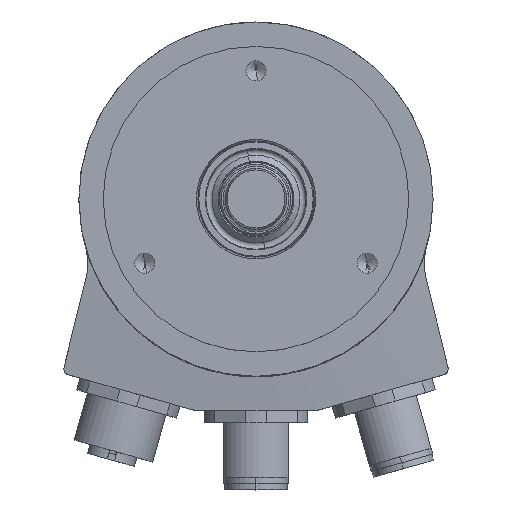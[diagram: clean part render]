
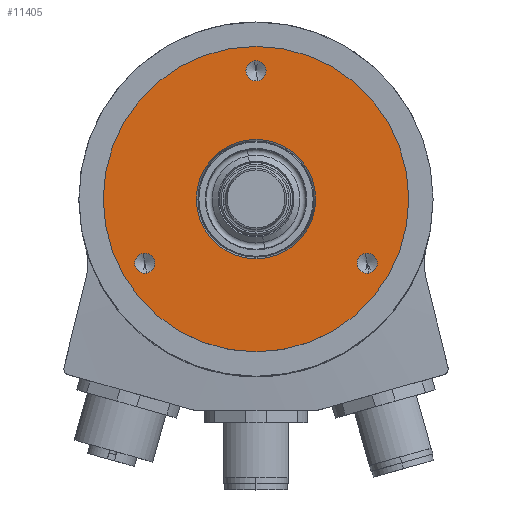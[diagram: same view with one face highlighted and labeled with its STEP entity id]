
A CAD part, top view. The second image highlights one B-rep face of the part: STEP entity #11405.
In plain terms, the highlighted planar face has unit normal (0, 0, 1).
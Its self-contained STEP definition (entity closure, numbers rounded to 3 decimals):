
#1555=CARTESIAN_POINT('',(0.,0.,30.5));
#1556=DIRECTION('',(0.,0.,1.));
#1557=DIRECTION('',(-0.985,-0.174,0.));
#1558=AXIS2_PLACEMENT_3D('',#1555,#1556,#1557);
#1560=CARTESIAN_POINT('',(0.,0.,30.5));
#1561=DIRECTION('',(0.,0.,1.));
#1562=DIRECTION('',(0.985,0.174,0.));
#1563=AXIS2_PLACEMENT_3D('',#1560,#1561,#1562);
#1565=CARTESIAN_POINT('',(0.,0.,30.5));
#1566=DIRECTION('',(0.,0.,-1.));
#1567=DIRECTION('',(0.174,-0.985,0.));
#1568=AXIS2_PLACEMENT_3D('',#1565,#1566,#1567);
#1570=CARTESIAN_POINT('',(0.,0.,30.5));
#1571=DIRECTION('',(0.,0.,-1.));
#1572=DIRECTION('',(-0.174,0.985,0.));
#1573=AXIS2_PLACEMENT_3D('',#1570,#1571,#1572);
#1575=CARTESIAN_POINT('',(0.,21.,30.5));
#1576=DIRECTION('',(0.,0.,1.));
#1577=DIRECTION('',(0.174,-0.985,0.));
#1578=AXIS2_PLACEMENT_3D('',#1575,#1576,#1577);
#1580=CARTESIAN_POINT('',(0.,21.,30.5));
#1581=DIRECTION('',(0.,0.,1.));
#1582=DIRECTION('',(-0.174,0.985,0.));
#1583=AXIS2_PLACEMENT_3D('',#1580,#1581,#1582);
#1585=CARTESIAN_POINT('',(18.187,-10.5,30.5));
#1586=DIRECTION('',(0.,0.,1.));
#1587=DIRECTION('',(0.174,-0.985,0.));
#1588=AXIS2_PLACEMENT_3D('',#1585,#1586,#1587);
#1590=CARTESIAN_POINT('',(18.187,-10.5,30.5));
#1591=DIRECTION('',(0.,0.,1.));
#1592=DIRECTION('',(-0.174,0.985,0.));
#1593=AXIS2_PLACEMENT_3D('',#1590,#1591,#1592);
#1595=CARTESIAN_POINT('',(-18.187,-10.5,30.5));
#1596=DIRECTION('',(0.,0.,1.));
#1597=DIRECTION('',(0.174,-0.985,0.));
#1598=AXIS2_PLACEMENT_3D('',#1595,#1596,#1597);
#1600=CARTESIAN_POINT('',(-18.187,-10.5,30.5));
#1601=DIRECTION('',(0.,0.,1.));
#1602=DIRECTION('',(-0.174,0.985,0.));
#1603=AXIS2_PLACEMENT_3D('',#1600,#1601,#1602);
#7536=CARTESIAN_POINT('',(1.696,-9.62,30.5));
#7537=CARTESIAN_POINT('',(-1.696,9.62,30.5));
#7538=VERTEX_POINT('',#7536);
#7539=VERTEX_POINT('',#7537);
#7544=CARTESIAN_POINT('',(-24.62,-4.341,30.5));
#7545=CARTESIAN_POINT('',(24.62,4.341,30.5));
#7546=VERTEX_POINT('',#7544);
#7547=VERTEX_POINT('',#7545);
#7586=CARTESIAN_POINT('',(0.287,19.375,30.5));
#7587=CARTESIAN_POINT('',(-0.287,22.625,30.5));
#7588=VERTEX_POINT('',#7586);
#7589=VERTEX_POINT('',#7587);
#7596=CARTESIAN_POINT('',(18.473,-12.125,30.5));
#7597=CARTESIAN_POINT('',(17.9,-8.875,30.5));
#7598=VERTEX_POINT('',#7596);
#7599=VERTEX_POINT('',#7597);
#7606=CARTESIAN_POINT('',(-17.9,-12.125,30.5));
#7607=CARTESIAN_POINT('',(-18.473,-8.875,30.5));
#7608=VERTEX_POINT('',#7606);
#7609=VERTEX_POINT('',#7607);
#11371=CARTESIAN_POINT('',(0.,0.,30.5));
#11372=DIRECTION('',(0.,0.,1.));
#11373=DIRECTION('',(-0.985,-0.174,0.));
#11374=AXIS2_PLACEMENT_3D('',#11371,#11372,#11373);
#11375=PLANE('',#11374);
#11376=ORIENTED_EDGE('',*,*,#11361,.F.);
#11378=ORIENTED_EDGE('',*,*,#11377,.F.);
#11379=EDGE_LOOP('',(#11376,#11378));
#11380=FACE_OUTER_BOUND('',#11379,.F.);
#11382=ORIENTED_EDGE('',*,*,#11381,.F.);
#11384=ORIENTED_EDGE('',*,*,#11383,.F.);
#11385=EDGE_LOOP('',(#11382,#11384));
#11386=FACE_BOUND('',#11385,.F.);
#11388=ORIENTED_EDGE('',*,*,#11387,.T.);
#11390=ORIENTED_EDGE('',*,*,#11389,.T.);
#11391=EDGE_LOOP('',(#11388,#11390));
#11392=FACE_BOUND('',#11391,.F.);
#11394=ORIENTED_EDGE('',*,*,#11393,.T.);
#11396=ORIENTED_EDGE('',*,*,#11395,.T.);
#11397=EDGE_LOOP('',(#11394,#11396));
#11398=FACE_BOUND('',#11397,.F.);
#11400=ORIENTED_EDGE('',*,*,#11399,.T.);
#11402=ORIENTED_EDGE('',*,*,#11401,.T.);
#11403=EDGE_LOOP('',(#11400,#11402));
#11404=FACE_BOUND('',#11403,.F.);
#1559=CIRCLE('',#1558,25.);
#1564=CIRCLE('',#1563,25.);
#1569=CIRCLE('',#1568,9.768);
#1574=CIRCLE('',#1573,9.768);
#1579=CIRCLE('',#1578,1.65);
#1584=CIRCLE('',#1583,1.65);
#1589=CIRCLE('',#1588,1.65);
#1594=CIRCLE('',#1593,1.65);
#1599=CIRCLE('',#1598,1.65);
#1604=CIRCLE('',#1603,1.65);
#11361=EDGE_CURVE('',#7546,#7547,#1559,.T.);
#11377=EDGE_CURVE('',#7547,#7546,#1564,.T.);
#11381=EDGE_CURVE('',#7538,#7539,#1569,.T.);
#11383=EDGE_CURVE('',#7539,#7538,#1574,.T.);
#11387=EDGE_CURVE('',#7588,#7589,#1579,.T.);
#11389=EDGE_CURVE('',#7589,#7588,#1584,.T.);
#11393=EDGE_CURVE('',#7598,#7599,#1589,.T.);
#11395=EDGE_CURVE('',#7599,#7598,#1594,.T.);
#11399=EDGE_CURVE('',#7608,#7609,#1599,.T.);
#11401=EDGE_CURVE('',#7609,#7608,#1604,.T.);
#11405=ADVANCED_FACE('',(#11380,#11386,#11392,#11398,#11404),#11375,.T.);
